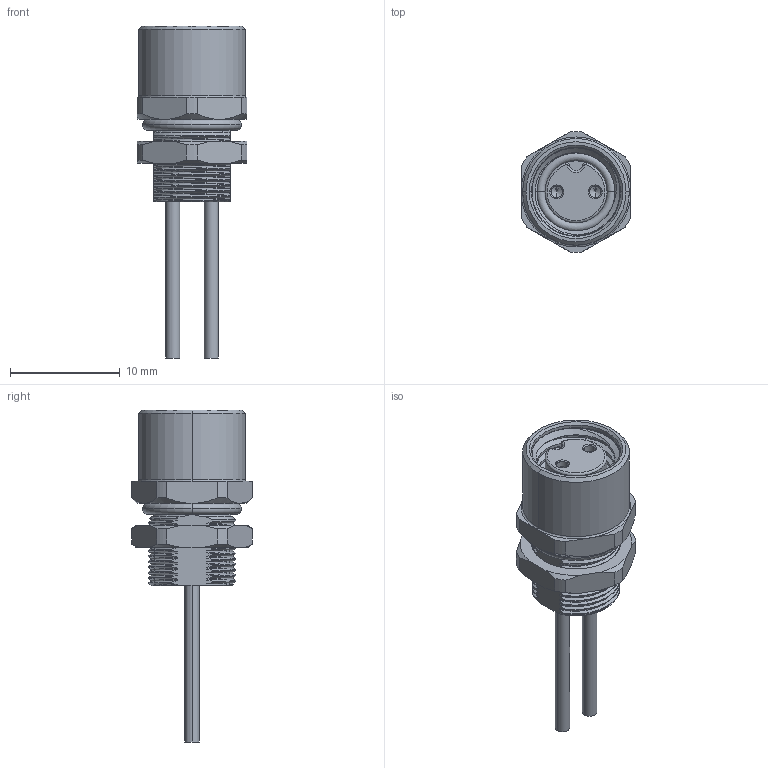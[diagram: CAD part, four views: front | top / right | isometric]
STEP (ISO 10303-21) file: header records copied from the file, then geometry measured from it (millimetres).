
FILE_DESCRIPTION((''),'2;1');
FILE_NAME('3P-K132','2024-11-26T',('gongchengVI'),(''),'PRO/ENGINEER BY PARAMETRIC TECHNOLOGY CORPORATION, 2010280','PRO/ENGINEER BY PARAMETRIC TECHNOLOGY CORPORATION, 2010280','');
FILE_SCHEMA(('CONFIG_CONTROL_DESIGN'));
Length unit declared in the file: millimetre
Products named in the file (1): 3P-K132
Bounding box: 10 x 10.99 x 30.2 mm (x, y, z)
Volume: 928.8 mm3; surface area: 1805.8 mm2
Topology: 3 solids, 19 shells, 439 faces, 1135 edges, 711 vertices
Faces by surface type: cylinder 135, plane 111, bspline 103, cone 70, torus 20
Entity records: 30593 total; most frequent: CARTESIAN_POINT 20586, ORIENTED_EDGE 2254, DIRECTION 1776, EDGE_CURVE 1127, VERTEX_POINT 711, AXIS2_PLACEMENT_3D 666, EDGE_LOOP 472, VECTOR 444
